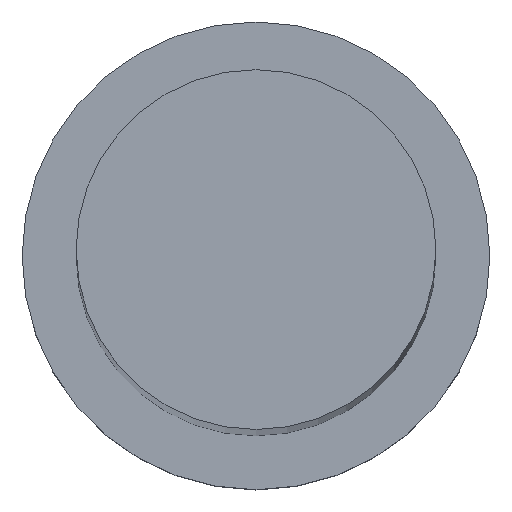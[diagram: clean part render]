
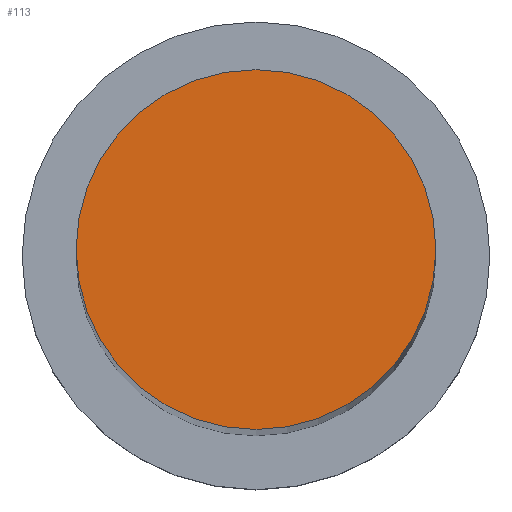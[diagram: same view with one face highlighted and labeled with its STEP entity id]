
A CAD part, top view. The second image highlights one B-rep face of the part: STEP entity #113.
In plain terms, the highlighted planar face has unit normal (0, 0, 1).
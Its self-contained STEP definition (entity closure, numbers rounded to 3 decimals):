
#2 = CARTESIAN_POINT ( 'NONE',  ( 0., 0., 208. ) ) ;
#3 = FACE_OUTER_BOUND ( 'NONE', #215, .T. ) ;
#12 = ORIENTED_EDGE ( 'NONE', *, *, #56, .T. ) ;
#15 = VERTEX_POINT ( 'NONE', #94 ) ;
#18 = CIRCLE ( 'NONE', #181, 10. ) ;
#25 = PLANE ( 'NONE',  #131 ) ;
#32 = DIRECTION ( 'NONE',  ( 0., 0., 1. ) ) ;
#36 = VERTEX_POINT ( 'NONE', #158 ) ;
#47 = DIRECTION ( 'NONE',  ( 0., 0., 1. ) ) ;
#56 = EDGE_CURVE ( 'NONE', #36, #15, #18, .T. ) ;
#69 = CIRCLE ( 'NONE', #251, 10. ) ;
#85 = CARTESIAN_POINT ( 'NONE',  ( 0., 0., 208. ) ) ;
#94 = CARTESIAN_POINT ( 'NONE',  ( 10., 0., 208. ) ) ;
#102 = DIRECTION ( 'NONE',  ( 0., 0., 1. ) ) ;
#107 = ORIENTED_EDGE ( 'NONE', *, *, #120, .T. ) ;
#113 = ADVANCED_FACE ( 'NONE', ( #3 ), #25, .T. ) ;
#120 = EDGE_CURVE ( 'NONE', #15, #36, #69, .T. ) ;
#128 = DIRECTION ( 'NONE',  ( 1., 0., 0. ) ) ;
#131 = AXIS2_PLACEMENT_3D ( 'NONE', #85, #102, #128 ) ;
#132 = DIRECTION ( 'NONE',  ( 1., 0., 0. ) ) ;
#158 = CARTESIAN_POINT ( 'NONE',  ( -10., 0., 208. ) ) ;
#181 = AXIS2_PLACEMENT_3D ( 'NONE', #226, #47, #132 ) ;
#207 = DIRECTION ( 'NONE',  ( 1., 0., 0. ) ) ;
#215 = EDGE_LOOP ( 'NONE', ( #12, #107 ) ) ;
#226 = CARTESIAN_POINT ( 'NONE',  ( 0., 0., 208. ) ) ;
#251 = AXIS2_PLACEMENT_3D ( 'NONE', #2, #32, #207 ) ;
